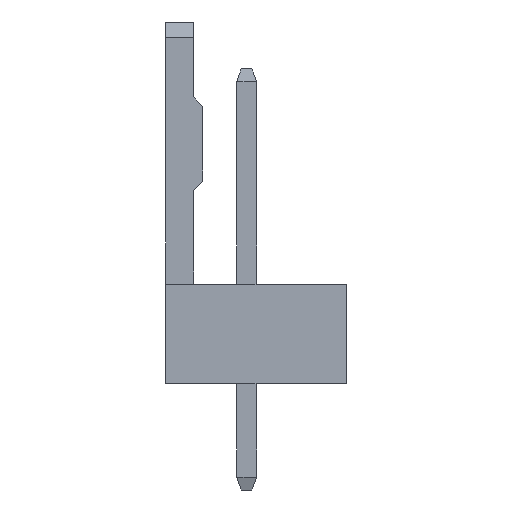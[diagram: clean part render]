
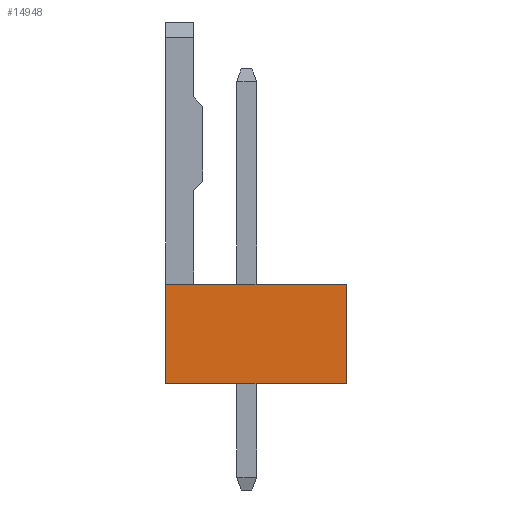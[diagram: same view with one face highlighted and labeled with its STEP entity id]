
A CAD part, left-side view. The second image highlights one B-rep face of the part: STEP entity #14948.
In plain terms, the highlighted planar face has unit normal (-1, 0, 0).
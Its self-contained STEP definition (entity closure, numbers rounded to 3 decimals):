
#16 = VECTOR ( 'NONE', #4452, 1000. ) ;
#653 = CARTESIAN_POINT ( 'NONE',  ( -5.08, -2.9, -1.6 ) ) ;
#996 = EDGE_CURVE ( 'NONE', #3137, #1837, #5150, .T. ) ;
#1830 = CARTESIAN_POINT ( 'NONE',  ( -5.08, 0., 0. ) ) ;
#1837 = VERTEX_POINT ( 'NONE', #12606 ) ;
#1920 = FACE_OUTER_BOUND ( 'NONE', #15072, .T. ) ;
#2794 = DIRECTION ( 'NONE',  ( 0., 0., -1. ) ) ;
#3137 = VERTEX_POINT ( 'NONE', #11095 ) ;
#3257 = VECTOR ( 'NONE', #12582, 1000. ) ;
#4452 = DIRECTION ( 'NONE',  ( 0., 0., 1. ) ) ;
#4842 = VERTEX_POINT ( 'NONE', #15863 ) ;
#4870 = ORIENTED_EDGE ( 'NONE', *, *, #12439, .T. ) ;
#5150 = LINE ( 'NONE', #5232, #17382 ) ;
#5232 = CARTESIAN_POINT ( 'NONE',  ( -5.08, 2.9, 1.6 ) ) ;
#5560 = CARTESIAN_POINT ( 'NONE',  ( -5.08, 2.9, -1.6 ) ) ;
#5619 = CARTESIAN_POINT ( 'NONE',  ( -5.08, 2.9, -1.6 ) ) ;
#6074 = DIRECTION ( 'NONE',  ( 1., 0., 0. ) ) ;
#6870 = EDGE_CURVE ( 'NONE', #4842, #3137, #7699, .T. ) ;
#7699 = LINE ( 'NONE', #653, #16 ) ;
#8714 = ORIENTED_EDGE ( 'NONE', *, *, #996, .T. ) ;
#8868 = PLANE ( 'NONE',  #13089 ) ;
#10801 = CARTESIAN_POINT ( 'NONE',  ( -5.08, 2.9, -1.6 ) ) ;
#11095 = CARTESIAN_POINT ( 'NONE',  ( -5.08, -2.9, 1.6 ) ) ;
#11830 = DIRECTION ( 'NONE',  ( 0., 1., 0. ) ) ;
#12439 = EDGE_CURVE ( 'NONE', #1837, #16263, #15558, .T. ) ;
#12582 = DIRECTION ( 'NONE',  ( 0., -1., 0. ) ) ;
#12606 = CARTESIAN_POINT ( 'NONE',  ( -5.08, 2.9, 1.6 ) ) ;
#13089 = AXIS2_PLACEMENT_3D ( 'NONE', #1830, #6074, #11830 ) ;
#13332 = EDGE_CURVE ( 'NONE', #16263, #4842, #14057, .T. ) ;
#14057 = LINE ( 'NONE', #5619, #3257 ) ;
#14754 = ORIENTED_EDGE ( 'NONE', *, *, #6870, .T. ) ;
#14948 = ADVANCED_FACE ( 'NONE', ( #1920 ), #8868, .F. ) ;
#15072 = EDGE_LOOP ( 'NONE', ( #14754, #8714, #4870, #15622 ) ) ;
#15558 = LINE ( 'NONE', #5560, #15623 ) ;
#15622 = ORIENTED_EDGE ( 'NONE', *, *, #13332, .T. ) ;
#15623 = VECTOR ( 'NONE', #2794, 1000. ) ;
#15863 = CARTESIAN_POINT ( 'NONE',  ( -5.08, -2.9, -1.6 ) ) ;
#16263 = VERTEX_POINT ( 'NONE', #10801 ) ;
#16280 = DIRECTION ( 'NONE',  ( 0., 1., 0. ) ) ;
#17382 = VECTOR ( 'NONE', #16280, 1000. ) ;
